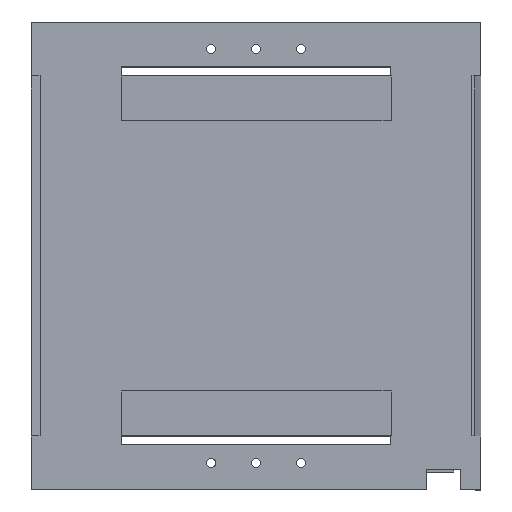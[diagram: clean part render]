
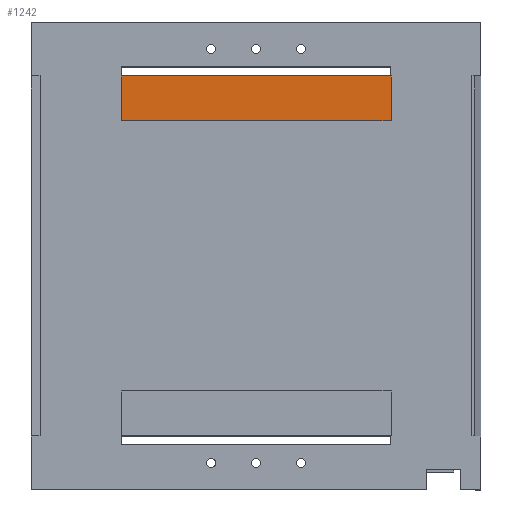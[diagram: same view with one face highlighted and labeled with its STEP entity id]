
A CAD part, top view. The second image highlights one B-rep face of the part: STEP entity #1242.
In plain terms, the highlighted planar face has unit normal (0, 0, 1).
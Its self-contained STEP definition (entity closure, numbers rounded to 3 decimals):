
#82=FACE_OUTER_BOUND('',#146,.T.);
#146=EDGE_LOOP('',(#927,#928,#929,#930,#931));
#261=LINE('',#1833,#422);
#265=LINE('',#1841,#426);
#268=LINE('',#1847,#429);
#271=LINE('',#1853,#432);
#273=LINE('',#1856,#434);
#422=VECTOR('',#1502,10.);
#426=VECTOR('',#1508,10.);
#429=VECTOR('',#1513,10.);
#432=VECTOR('',#1518,10.);
#434=VECTOR('',#1522,10.);
#575=VERTEX_POINT('',#1830);
#576=VERTEX_POINT('',#1832);
#579=VERTEX_POINT('',#1840);
#581=VERTEX_POINT('',#1846);
#583=VERTEX_POINT('',#1852);
#709=EDGE_CURVE('',#575,#576,#261,.T.);
#713=EDGE_CURVE('',#576,#579,#265,.T.);
#716=EDGE_CURVE('',#579,#581,#268,.T.);
#719=EDGE_CURVE('',#581,#583,#271,.T.);
#721=EDGE_CURVE('',#583,#575,#273,.T.);
#927=ORIENTED_EDGE('',*,*,#721,.F.);
#928=ORIENTED_EDGE('',*,*,#719,.F.);
#929=ORIENTED_EDGE('',*,*,#716,.F.);
#930=ORIENTED_EDGE('',*,*,#713,.F.);
#931=ORIENTED_EDGE('',*,*,#709,.F.);
#1178=PLANE('',#1332);
#1242=ADVANCED_FACE('',(#82),#1178,.F.);
#1332=AXIS2_PLACEMENT_3D('',#1855,#1520,#1521);
#1502=DIRECTION('',(1.,0.,0.));
#1508=DIRECTION('',(0.,-1.,0.));
#1513=DIRECTION('',(-1.,0.,0.));
#1518=DIRECTION('',(0.,1.,0.));
#1520=DIRECTION('center_axis',(0.,0.,-1.));
#1521=DIRECTION('ref_axis',(-1.,0.,0.));
#1522=DIRECTION('',(1.,0.,0.));
#1830=CARTESIAN_POINT('',(-350.,450.,374.875));
#1832=CARTESIAN_POINT('',(-349.958,450.,374.875));
#1833=CARTESIAN_POINT('',(-424.958,450.,374.875));
#1840=CARTESIAN_POINT('',(-349.958,400.,374.875));
#1841=CARTESIAN_POINT('',(-349.958,450.,374.875));
#1846=CARTESIAN_POINT('',(-649.958,400.,374.875));
#1847=CARTESIAN_POINT('',(-649.958,400.,374.875));
#1852=CARTESIAN_POINT('',(-649.958,450.,374.875));
#1853=CARTESIAN_POINT('',(-649.958,450.,374.875));
#1855=CARTESIAN_POINT('Origin',(-349.958,450.,374.875));
#1856=CARTESIAN_POINT('',(-499.979,450.,374.875));
